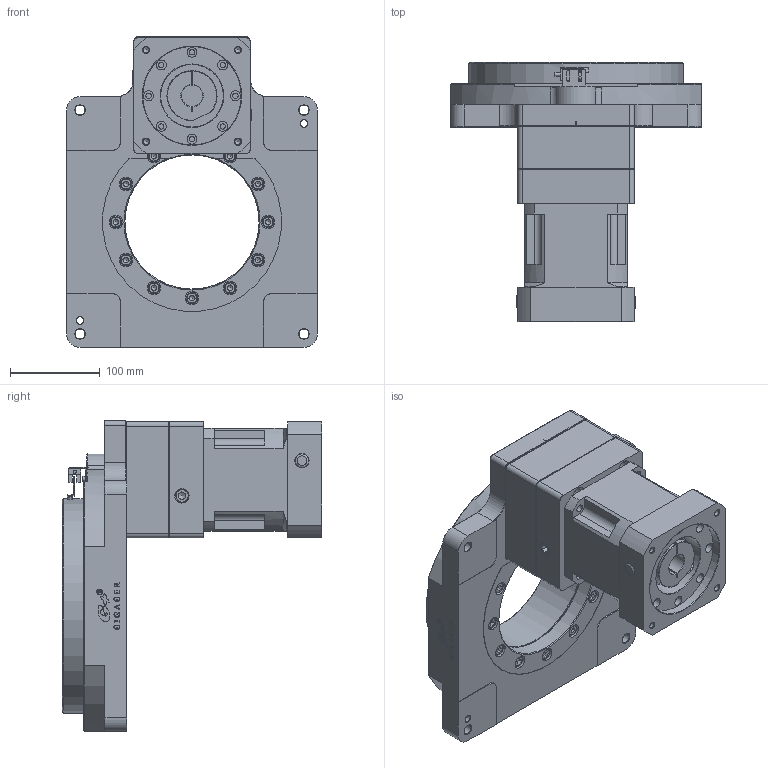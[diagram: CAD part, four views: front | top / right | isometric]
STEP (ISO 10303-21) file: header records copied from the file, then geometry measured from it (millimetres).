
FILE_DESCRIPTION (( 'STEP AP203' ), '1' );
FILE_NAME ('GSN280M-50K-SV2.step', '2021-06-01T02:27:52', ( 'Microsoft' ), ( 'Microsoft' ), 'SwSTEP 2.0', 'SolidWorks 2019', '' );
FILE_SCHEMA (( 'CONFIG_CONTROL_DESIGN' ));
Length unit declared in the file: millimetre
Products named in the file (1): GSN280M-50K-SV2
Bounding box: 280 x 289.5 x 347 mm (x, y, z)
Volume: 5959044.9 mm3; surface area: 782057.7 mm2
Topology: 36 solids, 38 shells, 1354 faces, 3185 edges, 2012 vertices
Faces by surface type: plane 699, cylinder 312, cone 184, bspline 111, torus 48
Full cylindrical faces by diameter (mm): 1.5 x1, 2.05 x4, 3 x4, 3.5 x3, 4 x2, 5.5 x2, 6 x8, 6.8 x37, 8 x31, 8.5 x5, 9 x18, 10.2 x1, 10.5 x4, 11 x12, 13 x22, 14 x2, 15 x17, 16 x5, 24 x2, 29.774 x1, 32 x1, 38 x1, 45 x1, 54 x1, 54.9 x1, 55 x2, 63 x1, 70 x1, 85 x1, 90 x2
Entity records: 41050 total; most frequent: CARTESIAN_POINT 12364, DIRECTION 5781, ORIENTED_EDGE 5316, EDGE_CURVE 2658, AXIS2_PLACEMENT_3D 2185, EDGE_LOOP 1970, VERTEX_POINT 1888, FACE_OUTER_BOUND 1598
